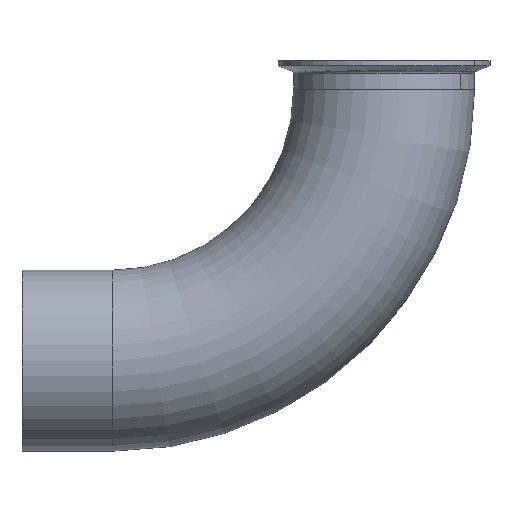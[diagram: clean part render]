
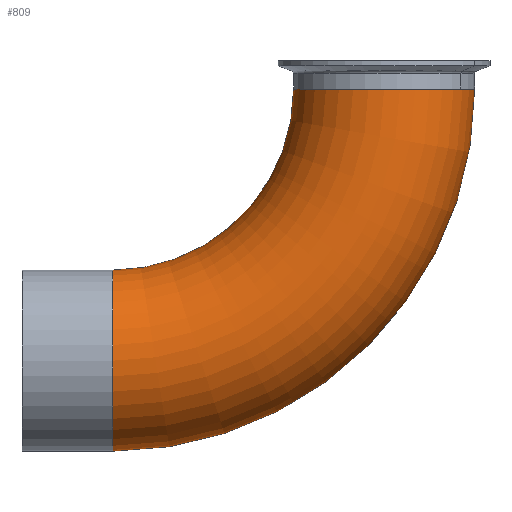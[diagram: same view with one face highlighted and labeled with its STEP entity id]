
A CAD part, front view. The second image highlights one B-rep face of the part: STEP entity #809.
In plain terms, the highlighted toroidal (fillet/blend) face has major radius 152.4 mm and minor radius 50.8 mm.
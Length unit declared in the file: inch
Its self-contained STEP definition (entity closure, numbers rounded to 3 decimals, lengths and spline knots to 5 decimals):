
#20 = DIRECTION ( 'NONE',  ( 0., -1., 0. ) ) ;
#43 = EDGE_CURVE ( 'NONE', #912, #884, #950, .T. ) ;
#71 = AXIS2_PLACEMENT_3D ( 'NONE', #585, #900, #577 ) ;
#97 = AXIS2_PLACEMENT_3D ( 'NONE', #994, #429, #685 ) ;
#98 = DIRECTION ( 'NONE',  ( 0., 0., -1. ) ) ;
#146 = CARTESIAN_POINT ( 'NONE',  ( 4., 0., 0. ) ) ;
#182 = CIRCLE ( 'NONE', #371, 2. ) ;
#194 = CIRCLE ( 'NONE', #672, 8. ) ;
#195 = CARTESIAN_POINT ( 'NONE',  ( 0., 0., 0. ) ) ;
#217 = ORIENTED_EDGE ( 'NONE', *, *, #221, .T. ) ;
#221 = EDGE_CURVE ( 'NONE', #870, #888, #194, .T. ) ;
#297 = DIRECTION ( 'NONE',  ( 0., 0., -1. ) ) ;
#303 = DIRECTION ( 'NONE',  ( -1., 0., 0. ) ) ;
#371 = AXIS2_PLACEMENT_3D ( 'NONE', #474, #887, #303 ) ;
#392 = DIRECTION ( 'NONE',  ( 0., -1., 0. ) ) ;
#415 = CARTESIAN_POINT ( 'NONE',  ( 0., 0., -8. ) ) ;
#429 = DIRECTION ( 'NONE',  ( 0., -1., 0. ) ) ;
#474 = CARTESIAN_POINT ( 'NONE',  ( 6., 0., 0. ) ) ;
#502 = CIRCLE ( 'NONE', #71, 2. ) ;
#564 = EDGE_CURVE ( 'NONE', #888, #884, #182, .T. ) ;
#577 = DIRECTION ( 'NONE',  ( 0., 0., 1. ) ) ;
#585 = CARTESIAN_POINT ( 'NONE',  ( 0., 0., -6. ) ) ;
#601 = EDGE_CURVE ( 'NONE', #870, #912, #502, .T. ) ;
#663 = ORIENTED_EDGE ( 'NONE', *, *, #564, .T. ) ;
#672 = AXIS2_PLACEMENT_3D ( 'NONE', #195, #392, #297 ) ;
#685 = DIRECTION ( 'NONE',  ( 0., 0., -1. ) ) ;
#686 = TOROIDAL_SURFACE ( 'NONE', #1085, 6., 2. ) ;
#801 = ORIENTED_EDGE ( 'NONE', *, *, #601, .F. ) ;
#809 = ADVANCED_FACE ( 'NONE', ( #959 ), #686, .T. ) ;
#823 = CARTESIAN_POINT ( 'NONE',  ( 8., 0., 0. ) ) ;
#844 = EDGE_LOOP ( 'NONE', ( #801, #217, #663, #1025 ) ) ;
#870 = VERTEX_POINT ( 'NONE', #415 ) ;
#884 = VERTEX_POINT ( 'NONE', #146 ) ;
#887 = DIRECTION ( 'NONE',  ( 0., 0., -1. ) ) ;
#888 = VERTEX_POINT ( 'NONE', #823 ) ;
#900 = DIRECTION ( 'NONE',  ( -1., 0., 0. ) ) ;
#912 = VERTEX_POINT ( 'NONE', #914 ) ;
#914 = CARTESIAN_POINT ( 'NONE',  ( 0., 0., -4. ) ) ;
#950 = CIRCLE ( 'NONE', #97, 4. ) ;
#959 = FACE_OUTER_BOUND ( 'NONE', #844, .T. ) ;
#994 = CARTESIAN_POINT ( 'NONE',  ( 0., 0., 0. ) ) ;
#1025 = ORIENTED_EDGE ( 'NONE', *, *, #43, .F. ) ;
#1026 = CARTESIAN_POINT ( 'NONE',  ( 0., 0., 0. ) ) ;
#1085 = AXIS2_PLACEMENT_3D ( 'NONE', #1026, #20, #98 ) ;
